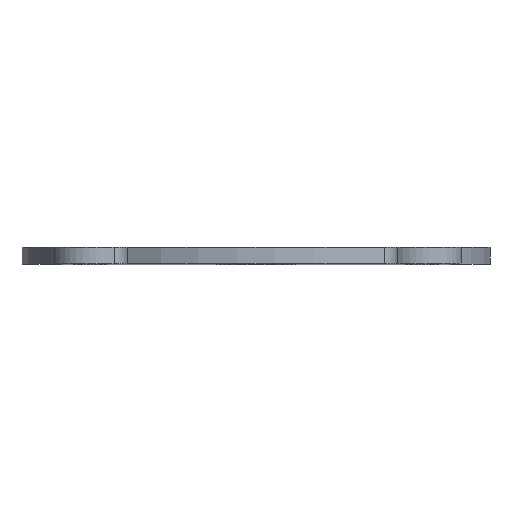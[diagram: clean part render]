
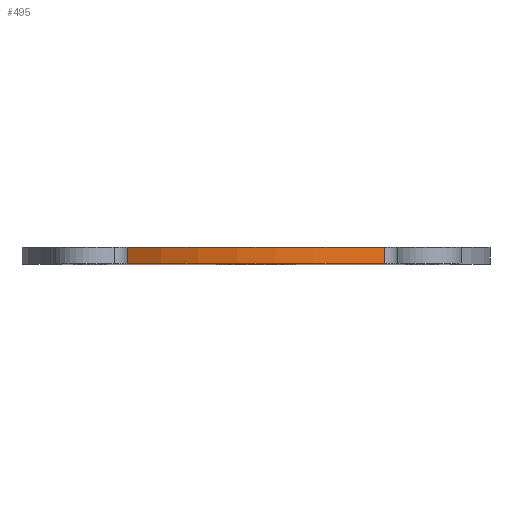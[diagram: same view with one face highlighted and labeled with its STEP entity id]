
A CAD part, top view. The second image highlights one B-rep face of the part: STEP entity #495.
In plain terms, the highlighted cylindrical face has radius 41.8 mm (diameter 83.6 mm), a partial arc.
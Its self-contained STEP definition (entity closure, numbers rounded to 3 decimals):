
#426 = VERTEX_POINT('',#427);
#427 = CARTESIAN_POINT('',(22.906,0.,34.965));
#448 = EDGE_CURVE('',#426,#449,#451,.T.);
#449 = VERTEX_POINT('',#450);
#450 = CARTESIAN_POINT('',(22.906,-3.,34.965));
#451 = B_SPLINE_CURVE_WITH_KNOTS('',2,(#452,#453,#454,#455,#456),
  .UNSPECIFIED.,.F.,.F.,(3,1,1,3),(-0.184,0.,3.,3.184),
  .UNSPECIFIED.);
#452 = CARTESIAN_POINT('',(22.906,0.184,34.965));
#453 = CARTESIAN_POINT('',(22.906,0.092,
    34.965));
#454 = CARTESIAN_POINT('',(22.906,-1.5,34.965));
#455 = CARTESIAN_POINT('',(22.906,-3.092,34.965));
#456 = CARTESIAN_POINT('',(22.906,-3.184,34.965));
#495 = ADVANCED_FACE('',(#496),#525,.T.);
#496 = FACE_BOUND('',#497,.F.);
#497 = EDGE_LOOP('',(#498,#507,#508,#517));
#498 = ORIENTED_EDGE('',*,*,#499,.F.);
#499 = EDGE_CURVE('',#426,#500,#502,.T.);
#500 = VERTEX_POINT('',#501);
#501 = CARTESIAN_POINT('',(-22.906,0.,34.965));
#502 = CIRCLE('',#503,41.8);
#503 = AXIS2_PLACEMENT_3D('',#504,#505,#506);
#504 = CARTESIAN_POINT('',(0.,0.,0.));
#505 = DIRECTION('',(0.,-1.,0.));
#506 = DIRECTION('',(1.,0.,0.));
#507 = ORIENTED_EDGE('',*,*,#448,.T.);
#508 = ORIENTED_EDGE('',*,*,#509,.T.);
#509 = EDGE_CURVE('',#449,#510,#512,.T.);
#510 = VERTEX_POINT('',#511);
#511 = CARTESIAN_POINT('',(-22.906,-3.,34.965));
#512 = CIRCLE('',#513,41.8);
#513 = AXIS2_PLACEMENT_3D('',#514,#515,#516);
#514 = CARTESIAN_POINT('',(0.,-3.,0.));
#515 = DIRECTION('',(0.,-1.,0.));
#516 = DIRECTION('',(1.,0.,0.));
#517 = ORIENTED_EDGE('',*,*,#518,.F.);
#518 = EDGE_CURVE('',#500,#510,#519,.T.);
#519 = B_SPLINE_CURVE_WITH_KNOTS('',2,(#520,#521,#522,#523,#524),
  .UNSPECIFIED.,.F.,.F.,(3,1,1,3),(-0.184,0.,3.,3.184),
  .UNSPECIFIED.);
#520 = CARTESIAN_POINT('',(-22.906,0.184,34.965));
#521 = CARTESIAN_POINT('',(-22.906,0.092,
    34.965));
#522 = CARTESIAN_POINT('',(-22.906,-1.5,34.965));
#523 = CARTESIAN_POINT('',(-22.906,-3.092,34.965));
#524 = CARTESIAN_POINT('',(-22.906,-3.184,34.965));
#525 = CYLINDRICAL_SURFACE('',#526,41.8);
#526 = AXIS2_PLACEMENT_3D('',#527,#528,#529);
#527 = CARTESIAN_POINT('',(0.,0.,0.));
#528 = DIRECTION('',(0.,1.,0.));
#529 = DIRECTION('',(1.,0.,0.));
